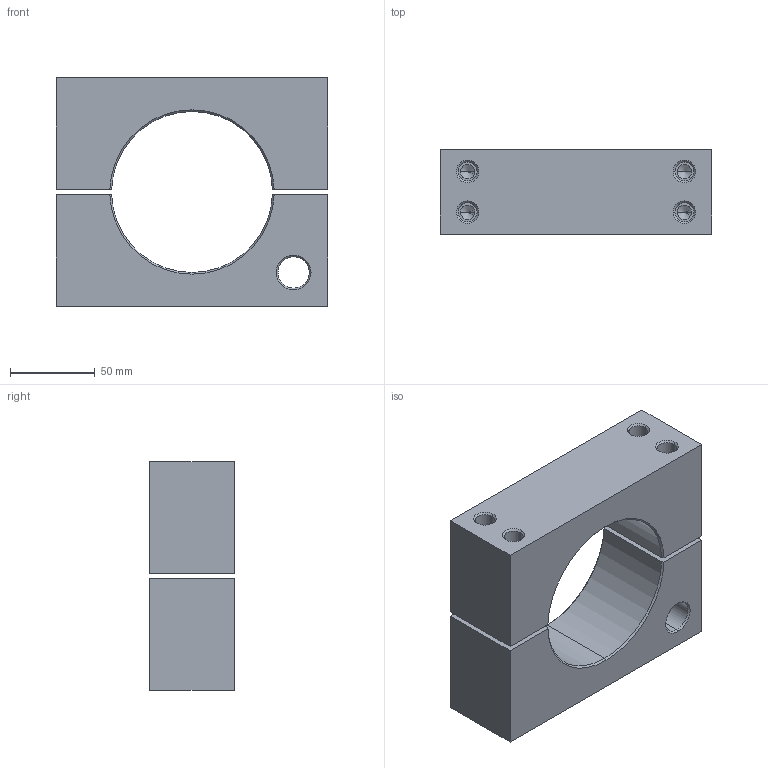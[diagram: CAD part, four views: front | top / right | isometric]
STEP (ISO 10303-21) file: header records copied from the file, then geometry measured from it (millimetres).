
FILE_DESCRIPTION (( 'STEP AP203' ), '1' );
FILE_NAME ('PALIER ALU TAPMATIC.STEP', '2025-01-06T09:08:25', ( '' ), ( '' ), 'SwSTEP 2.0', 'SolidWorks 2012', '' );
FILE_SCHEMA (( 'CONFIG_CONTROL_DESIGN' ));
Length unit declared in the file: millimetre
Products named in the file (1): PALIER ALU TAPMATIC
Bounding box: 160 x 50 x 135 mm (x, y, z)
Volume: 669070.8 mm3; surface area: 92484.7 mm2
Topology: 2 solids, 2 shells, 65 faces, 165 edges, 99 vertices
Faces by surface type: cone 26, cylinder 25, plane 14
Entity records: 2129 total; most frequent: CARTESIAN_POINT 476, DIRECTION 340, ORIENTED_EDGE 314, EDGE_CURVE 157, AXIS2_PLACEMENT_3D 131, VERTEX_POINT 99, EDGE_LOOP 82, VECTOR 78
